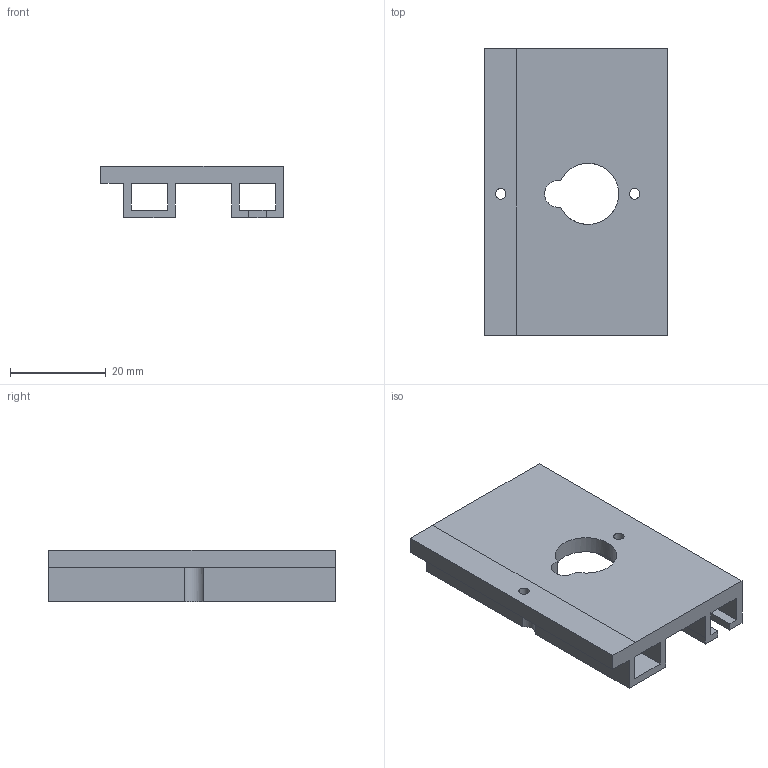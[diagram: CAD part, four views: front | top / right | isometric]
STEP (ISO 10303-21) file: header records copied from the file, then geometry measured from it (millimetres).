
FILE_DESCRIPTION(('FreeCAD Model'),'2;1');
FILE_NAME('Open CASCADE Shape Model','2024-06-24T11:31:05',('Author'),( ''),'Open CASCADE STEP processor 7.6','FreeCAD','Unknown');
FILE_SCHEMA(('AUTOMOTIVE_DESIGN { 1 0 10303 214 1 1 1 1 }'));
Length unit declared in the file: millimetre
Products named in the file (2): slider_palm; rail-holders001
Assembly tree (1 placements, depth 2):
  slider_palm
    rail-holders001
Bounding box: 38.2 x 60 x 10.8 mm (x, y, z)
Volume: 10550.5 mm3; surface area: 8965 mm2
Topology: 1 solids, 1 shells, 62 faces, 179 edges, 116 vertices
Faces by surface type: plane 56, cylinder 6
Full cylindrical faces by diameter (mm): 2.2 x2, 4.8 x2
Entity records: 2065 total; most frequent: CARTESIAN_POINT 359, ORIENTED_EDGE 358, DIRECTION 329, EDGE_CURVE 179, LINE 157, VECTOR 157, VERTEX_POINT 116, AXIS2_PLACEMENT_3D 86
